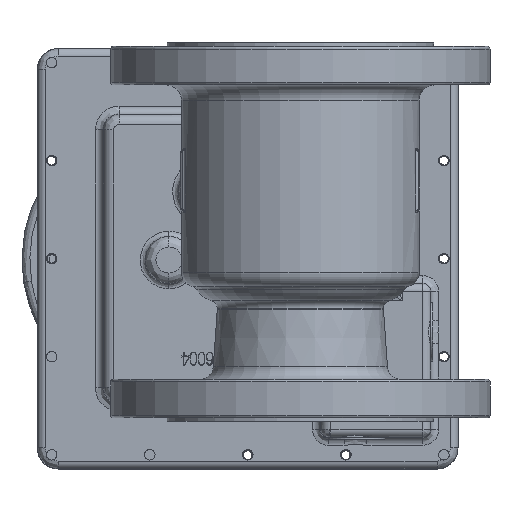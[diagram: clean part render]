
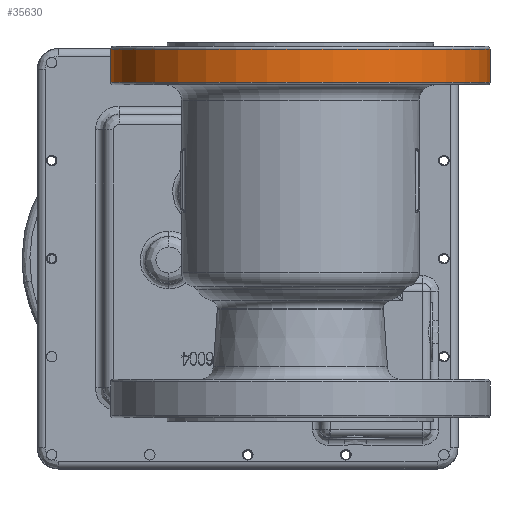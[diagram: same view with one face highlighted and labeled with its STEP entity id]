
A CAD part, front view. The second image highlights one B-rep face of the part: STEP entity #35630.
In plain terms, the highlighted cylindrical face has radius 114.541 mm (diameter 229.083 mm), a partial arc.
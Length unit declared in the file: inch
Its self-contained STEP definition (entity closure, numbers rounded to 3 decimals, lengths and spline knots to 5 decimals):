
#3152 = CARTESIAN_POINT ( 'NONE',  ( 1.97975, -0.10483, 5.25193 ) ) ;
#7699 = LINE ( 'NONE', #72212, #71790 ) ;
#8792 = AXIS2_PLACEMENT_3D ( 'NONE', #11238, #54641, #17499 ) ;
#9129 = DIRECTION ( 'NONE',  ( 0., 0., -1. ) ) ;
#11238 = CARTESIAN_POINT ( 'NONE',  ( -2.52975, -0.10483, 5.25193 ) ) ;
#13663 = VERTEX_POINT ( 'NONE', #75234 ) ;
#14928 = EDGE_LOOP ( 'NONE', ( #72475, #70503, #41390, #48480 ) ) ;
#17499 = DIRECTION ( 'NONE',  ( 1., 0., 0. ) ) ;
#21901 = CARTESIAN_POINT ( 'NONE',  ( -2.52975, -0.10483, 4.45893 ) ) ;
#23502 = DIRECTION ( 'NONE',  ( -1., 0., 0. ) ) ;
#28151 = DIRECTION ( 'NONE',  ( -1., 0., 0. ) ) ;
#33368 = EDGE_CURVE ( 'NONE', #49245, #13663, #48531, .T. ) ;
#35623 = EDGE_CURVE ( 'NONE', #62711, #49245, #45358, .T. ) ;
#35630 = ADVANCED_FACE ( 'NONE', ( #61837 ), #43419, .T. ) ;
#37891 = AXIS2_PLACEMENT_3D ( 'NONE', #48399, #73078, #23502 ) ;
#41390 = ORIENTED_EDGE ( 'NONE', *, *, #33368, .T. ) ;
#43419 = CYLINDRICAL_SURFACE ( 'NONE', #37891, 4.5095 ) ;
#45358 = CIRCLE ( 'NONE', #8792, 4.5095 ) ;
#47270 = DIRECTION ( 'NONE',  ( 0., 0., -1. ) ) ;
#48399 = CARTESIAN_POINT ( 'NONE',  ( -2.52975, -0.10483, 1.51643 ) ) ;
#48480 = ORIENTED_EDGE ( 'NONE', *, *, #74206, .T. ) ;
#48531 = LINE ( 'NONE', #58767, #50430 ) ;
#49245 = VERTEX_POINT ( 'NONE', #68316 ) ;
#50430 = VECTOR ( 'NONE', #9129, 39.37008 ) ;
#54641 = DIRECTION ( 'NONE',  ( 0., 0., -1. ) ) ;
#55616 = CARTESIAN_POINT ( 'NONE',  ( 1.97975, -0.10483, 4.45893 ) ) ;
#58767 = CARTESIAN_POINT ( 'NONE',  ( -7.03925, -0.10483, 1.51643 ) ) ;
#60010 = VERTEX_POINT ( 'NONE', #55616 ) ;
#61156 = CIRCLE ( 'NONE', #67113, 4.5095 ) ;
#61837 = FACE_OUTER_BOUND ( 'NONE', #14928, .T. ) ;
#62711 = VERTEX_POINT ( 'NONE', #3152 ) ;
#65233 = DIRECTION ( 'NONE',  ( 0., 0., 1. ) ) ;
#67113 = AXIS2_PLACEMENT_3D ( 'NONE', #21901, #65233, #28151 ) ;
#68316 = CARTESIAN_POINT ( 'NONE',  ( -7.03925, -0.10483, 5.25193 ) ) ;
#70503 = ORIENTED_EDGE ( 'NONE', *, *, #35623, .T. ) ;
#71790 = VECTOR ( 'NONE', #47270, 39.37008 ) ;
#72212 = CARTESIAN_POINT ( 'NONE',  ( 1.97975, -0.10483, 1.51643 ) ) ;
#72475 = ORIENTED_EDGE ( 'NONE', *, *, #75286, .F. ) ;
#73078 = DIRECTION ( 'NONE',  ( 0., 0., -1. ) ) ;
#74206 = EDGE_CURVE ( 'NONE', #13663, #60010, #61156, .T. ) ;
#75234 = CARTESIAN_POINT ( 'NONE',  ( -7.03925, -0.10483, 4.45893 ) ) ;
#75286 = EDGE_CURVE ( 'NONE', #62711, #60010, #7699, .T. ) ;
